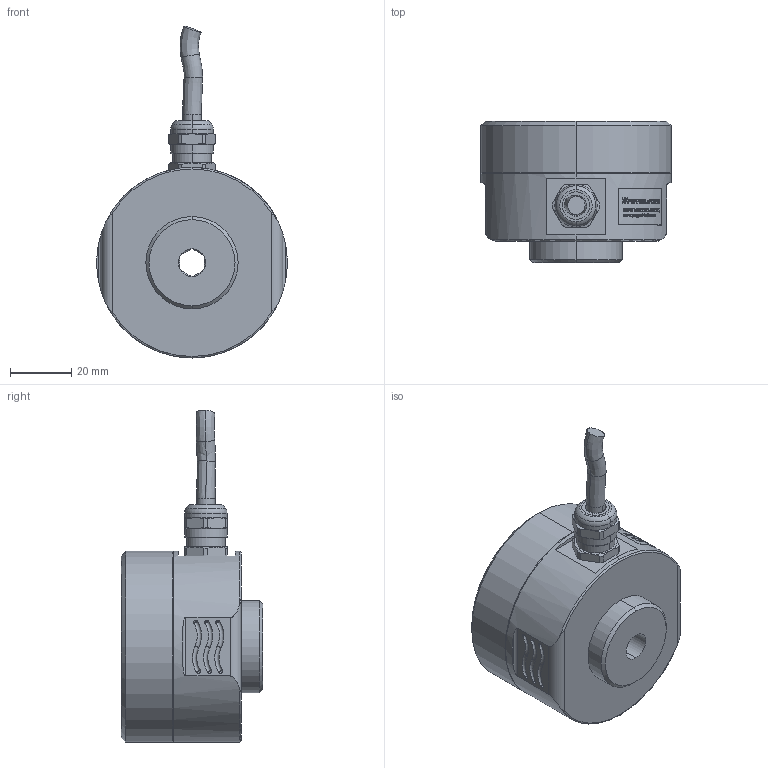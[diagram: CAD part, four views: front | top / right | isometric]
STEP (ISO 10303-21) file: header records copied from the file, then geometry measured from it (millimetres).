
FILE_DESCRIPTION((''),'2;1');
FILE_NAME('CAD-8143','2022-01-17T11:37:11',('creinig-se'),(''),'CREO PARAMETRIC BY PTC INC, 2019292','CREO PARAMETRIC BY PTC INC, 2019292','');
FILE_SCHEMA(('CONFIG_CONTROL_DESIGN','SHAPE_APPEARANCE_LAYERS_GROUPS'));
Length unit declared in the file: millimetre
Products named in the file (1): CAD-8143
Bounding box: 62 x 46 x 108 mm (x, y, z)
Volume: 119179 mm3; surface area: 17364.4 mm2
Topology: 1 solids, 3 shells, 272 faces, 1307 edges, 1115 vertices
Faces by surface type: cylinder 136, plane 65, torus 26, cone 24, sphere 15, bspline 6
Entity records: 20696 total; most frequent: CARTESIAN_POINT 5933, ORIENTED_EDGE 2566, DIRECTION 1732, PRESENTATION_STYLE_ASSIGNMENT 1349, STYLED_ITEM 1284, CURVE_STYLE 1283, EDGE_CURVE 1283, VERTEX_POINT 1115
